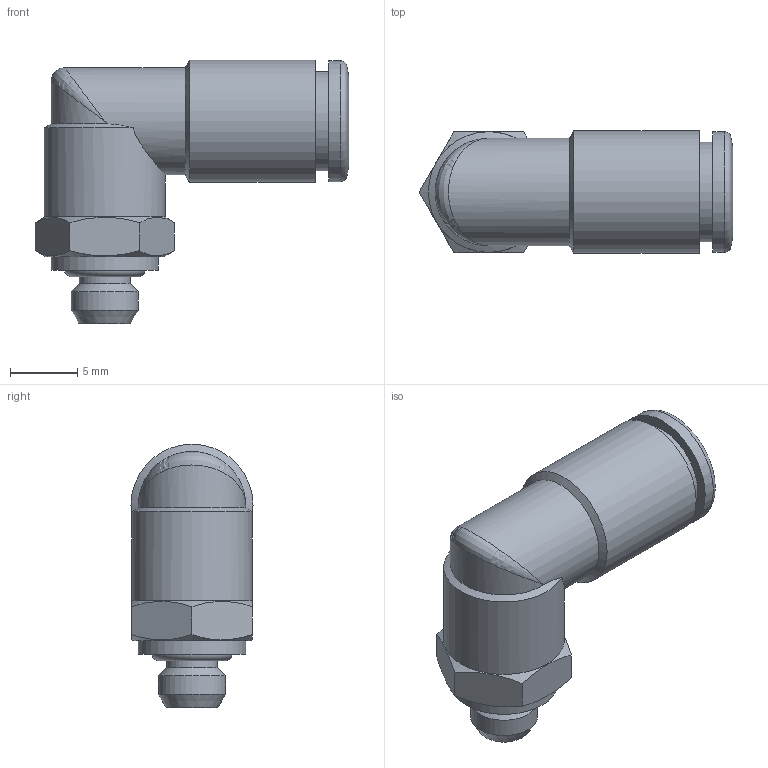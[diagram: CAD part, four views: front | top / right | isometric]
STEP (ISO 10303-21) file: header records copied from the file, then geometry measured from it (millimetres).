
FILE_DESCRIPTION(/* description */ (''),/* implementation_level */ '2;1');
FILE_NAME(/* name */ 'V202200_IPSO_022_4_M5_05.05.15',/* time_stamp */ '2016-04-15T12:09:31+02:00',/* author */ (''),/* organization */ ('sopra-pneumatic'),/* preprocessor_version */ 'ST-DEVELOPER v14',/* originating_system */ 'HiCAD 2013 1802.4 Build 509',/* authorisation */ '');
FILE_SCHEMA (('AUTOMOTIVE_DESIGN { 1 0 10303 214 1 1 1 1 }'));
Length unit declared in the file: millimetre
Products named in the file (5): Root; OR 4X1.2; DR4_NEU; 214601-N2; R202200-N2
Assembly tree (4 placements, depth 2):
  Root
    OR 4X1.2
    DR4_NEU
    214601-N2
    R202200-N2
Bounding box: 23.4 x 9.1 x 19.65 mm (x, y, z)
Volume: 1279.8 mm3; surface area: 2146.9 mm2
Topology: 4 solids, 4 shells, 66 faces, 148 edges, 92 vertices
Faces by surface type: cylinder 21, cone 20, plane 20, torus 4, bspline 1
Full cylindrical faces by diameter (mm): 2.6 x1, 3.8 x1, 4.1 x2, 5 x1, 6 x1, 6.4 x1, 6.8 x2, 7.3 x1, 7.4 x1, 7.6 x1, 7.85 x1, 7.9 x1, 8 x2, 9 x2, 9.1 x1
Entity records: 3646 total; most frequent: CARTESIAN_POINT 1432, DIRECTION 292, PRESENTATION_STYLE_ASSIGNMENT 182, COLOUR_RGB 180, DRAUGHTING_PRE_DEFINED_CURVE_FONT 178, CURVE_STYLE 178, OVER_RIDING_STYLED_ITEM 178, ORIENTED_EDGE 178
